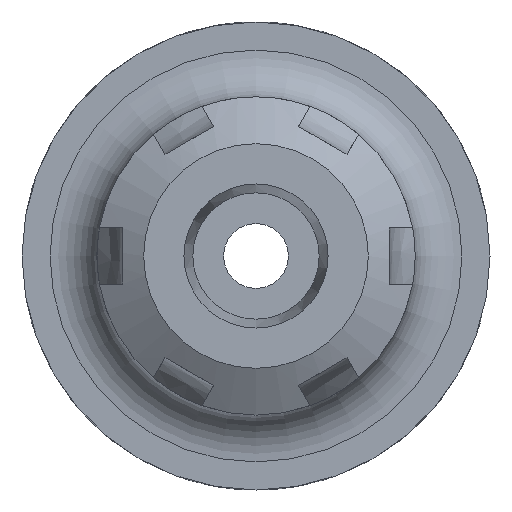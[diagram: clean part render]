
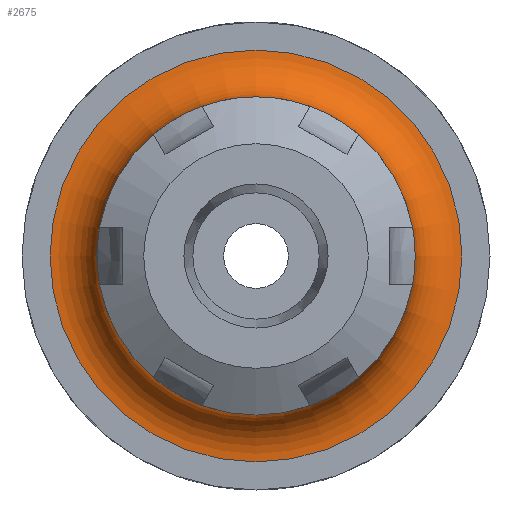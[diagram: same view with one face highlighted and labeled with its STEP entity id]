
A CAD part, left-side view. The second image highlights one B-rep face of the part: STEP entity #2675.
In plain terms, the highlighted toroidal (fillet/blend) face has major radius 22 mm and minor radius 5 mm.
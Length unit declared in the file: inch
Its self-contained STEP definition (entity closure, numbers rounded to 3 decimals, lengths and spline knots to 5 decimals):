
#25=TOROIDAL_SURFACE('',#2961,0.86614,0.19685);
#431=FACE_OUTER_BOUND('',#587,.T.);
#587=EDGE_LOOP('',(#2298,#2299,#2300,#2301,#2302,#2303,#2304));
#937=CIRCLE('',#2958,0.66929);
#938=CIRCLE('',#2959,0.66929);
#939=CIRCLE('',#2960,0.66929);
#940=CIRCLE('',#2962,0.19685);
#941=CIRCLE('',#2963,0.86614);
#942=CIRCLE('',#2964,0.86614);
#1202=VERTEX_POINT('',#5903);
#1203=VERTEX_POINT('',#5904);
#1204=VERTEX_POINT('',#5906);
#1205=VERTEX_POINT('',#5911);
#1206=VERTEX_POINT('',#5913);
#1586=EDGE_CURVE('',#1202,#1203,#937,.T.);
#1587=EDGE_CURVE('',#1204,#1202,#938,.T.);
#1589=EDGE_CURVE('',#1203,#1204,#939,.T.);
#1590=EDGE_CURVE('',#1203,#1205,#940,.T.);
#1591=EDGE_CURVE('',#1206,#1205,#941,.T.);
#1592=EDGE_CURVE('',#1205,#1206,#942,.T.);
#2298=ORIENTED_EDGE('',*,*,#1586,.T.);
#2299=ORIENTED_EDGE('',*,*,#1590,.T.);
#2300=ORIENTED_EDGE('',*,*,#1591,.F.);
#2301=ORIENTED_EDGE('',*,*,#1592,.F.);
#2302=ORIENTED_EDGE('',*,*,#1590,.F.);
#2303=ORIENTED_EDGE('',*,*,#1589,.T.);
#2304=ORIENTED_EDGE('',*,*,#1587,.T.);
#2675=ADVANCED_FACE('',(#431),#25,.F.);
#2958=AXIS2_PLACEMENT_3D('',#5905,#3588,#3589);
#2959=AXIS2_PLACEMENT_3D('',#5907,#3590,#3591);
#2960=AXIS2_PLACEMENT_3D('',#5909,#3593,#3594);
#2961=AXIS2_PLACEMENT_3D('',#5910,#3595,#3596);
#2962=AXIS2_PLACEMENT_3D('',#5912,#3597,#3598);
#2963=AXIS2_PLACEMENT_3D('',#5914,#3599,#3600);
#2964=AXIS2_PLACEMENT_3D('',#5915,#3601,#3602);
#3588=DIRECTION('center_axis',(1.,0.,0.));
#3589=DIRECTION('ref_axis',(0.,1.,0.));
#3590=DIRECTION('center_axis',(1.,0.,0.));
#3591=DIRECTION('ref_axis',(0.,1.,0.));
#3593=DIRECTION('center_axis',(1.,0.,0.));
#3594=DIRECTION('ref_axis',(0.,1.,0.));
#3595=DIRECTION('center_axis',(1.,0.,0.));
#3596=DIRECTION('ref_axis',(0.,0.,-1.));
#3597=DIRECTION('center_axis',(0.,-1.,0.));
#3598=DIRECTION('ref_axis',(0.,0.,1.));
#3599=DIRECTION('center_axis',(1.,0.,0.));
#3600=DIRECTION('ref_axis',(0.,1.,0.));
#3601=DIRECTION('center_axis',(1.,0.,0.));
#3602=DIRECTION('ref_axis',(0.,1.,0.));
#5903=CARTESIAN_POINT('',(-0.98425,0.66929,0.));
#5904=CARTESIAN_POINT('',(-0.98425,0.,0.66929));
#5905=CARTESIAN_POINT('Origin',(-0.98425,0.,
0.));
#5906=CARTESIAN_POINT('',(-0.98425,-0.66929,0.));
#5907=CARTESIAN_POINT('Origin',(-0.98425,0.,
0.));
#5909=CARTESIAN_POINT('Origin',(-0.98425,0.,
0.));
#5910=CARTESIAN_POINT('Origin',(-0.98425,0.,0.));
#5911=CARTESIAN_POINT('',(-0.7874,0.,0.86614));
#5912=CARTESIAN_POINT('Origin',(-0.98425,0.,
0.86614));
#5913=CARTESIAN_POINT('',(-0.7874,0.86614,0.));
#5914=CARTESIAN_POINT('Origin',(-0.7874,0.,
0.));
#5915=CARTESIAN_POINT('Origin',(-0.7874,0.,
0.));
